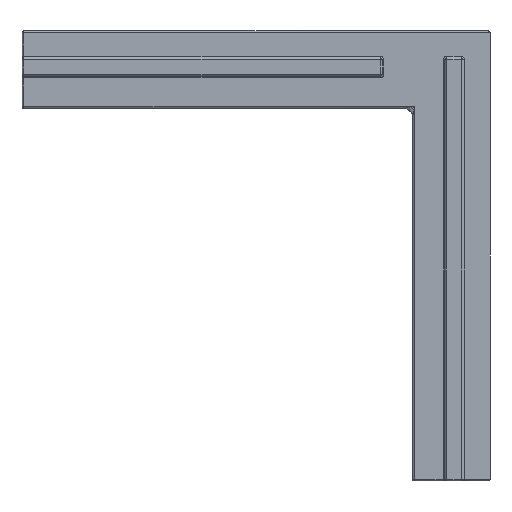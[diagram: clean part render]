
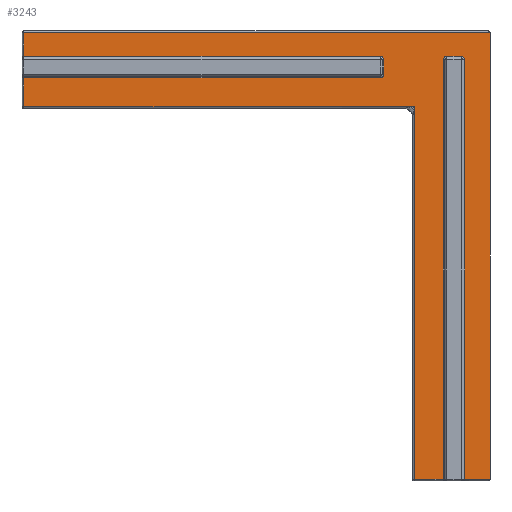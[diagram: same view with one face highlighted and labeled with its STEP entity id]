
A CAD part, left-side view. The second image highlights one B-rep face of the part: STEP entity #3243.
In plain terms, the highlighted planar face has unit normal (-1, 0, 0).
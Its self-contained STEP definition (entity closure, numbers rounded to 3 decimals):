
#22 = FACE_OUTER_BOUND ( 'NONE', #1361, .T. ) ;
#115 = CARTESIAN_POINT ( 'NONE',  ( -2.75, 11.8, -2.4 ) ) ;
#162 = ORIENTED_EDGE ( 'NONE', *, *, #3590, .F. ) ;
#169 = ORIENTED_EDGE ( 'NONE', *, *, #4389, .T. ) ;
#207 = LINE ( 'NONE', #4814, #3042 ) ;
#233 = VECTOR ( 'NONE', #4635, 1000. ) ;
#352 = ORIENTED_EDGE ( 'NONE', *, *, #3943, .T. ) ;
#359 = VECTOR ( 'NONE', #3354, 1000. ) ;
#362 = DIRECTION ( 'NONE',  ( 0., 0., -1. ) ) ;
#380 = CARTESIAN_POINT ( 'NONE',  ( -2.75, 7.3, -1.6 ) ) ;
#433 = EDGE_CURVE ( 'NONE', #3429, #3342, #1731, .T. ) ;
#438 = DIRECTION ( 'NONE',  ( 0., -1., 0. ) ) ;
#483 = VERTEX_POINT ( 'NONE', #4775 ) ;
#491 = DIRECTION ( 'NONE',  ( 0., -1., 0. ) ) ;
#532 = DIRECTION ( 'NONE',  ( 0., -1., 0. ) ) ;
#551 = ORIENTED_EDGE ( 'NONE', *, *, #1384, .T. ) ;
#690 = VERTEX_POINT ( 'NONE', #3619 ) ;
#744 = PLANE ( 'NONE',  #3935 ) ;
#757 = DIRECTION ( 'NONE',  ( 0., -1., 0. ) ) ;
#765 = CIRCLE ( 'NONE', #1008, 0.2 ) ;
#776 = EDGE_CURVE ( 'NONE', #2046, #3429, #207, .T. ) ;
#803 = VECTOR ( 'NONE', #3707, 1000. ) ;
#832 = ORIENTED_EDGE ( 'NONE', *, *, #2003, .T. ) ;
#834 = ORIENTED_EDGE ( 'NONE', *, *, #3597, .T. ) ;
#843 = DIRECTION ( 'NONE',  ( 0., 1., 0. ) ) ;
#853 = CARTESIAN_POINT ( 'NONE',  ( -2.75, 11.8, -1.4 ) ) ;
#916 = ORIENTED_EDGE ( 'NONE', *, *, #2366, .F. ) ;
#1008 = AXIS2_PLACEMENT_3D ( 'NONE', #115, #2815, #491 ) ;
#1016 = AXIS2_PLACEMENT_3D ( 'NONE', #3625, #1304, #4012 ) ;
#1043 = VECTOR ( 'NONE', #4841, 1000. ) ;
#1058 = VERTEX_POINT ( 'NONE', #2385 ) ;
#1061 = VERTEX_POINT ( 'NONE', #4695 ) ;
#1169 = CARTESIAN_POINT ( 'NONE',  ( -2.75, 11.8, -1.6 ) ) ;
#1232 = CARTESIAN_POINT ( 'NONE',  ( -2.75, 9.9, -4.2 ) ) ;
#1304 = DIRECTION ( 'NONE',  ( -1., 0., 0. ) ) ;
#1315 = EDGE_CURVE ( 'NONE', #690, #1412, #2388, .T. ) ;
#1328 = DIRECTION ( 'NONE',  ( 0., -1., 0. ) ) ;
#1335 = ORIENTED_EDGE ( 'NONE', *, *, #1582, .T. ) ;
#1361 = EDGE_LOOP ( 'NONE', ( #3996, #4381, #3532, #352, #162, #2750, #916, #832, #1335, #551, #1874, #1429, #2645, #2468, #834, #3130, #169, #4967 ) ) ;
#1384 = EDGE_CURVE ( 'NONE', #1686, #2046, #3950, .T. ) ;
#1412 = VERTEX_POINT ( 'NONE', #2212 ) ;
#1429 = ORIENTED_EDGE ( 'NONE', *, *, #433, .T. ) ;
#1480 = DIRECTION ( 'NONE',  ( 0., 0., -1. ) ) ;
#1495 = LINE ( 'NONE', #3722, #359 ) ;
#1513 = DIRECTION ( 'NONE',  ( -1., 0., 0. ) ) ;
#1563 = DIRECTION ( 'NONE',  ( 0., -1., 0. ) ) ;
#1582 = EDGE_CURVE ( 'NONE', #3525, #1686, #1495, .T. ) ;
#1618 = DIRECTION ( 'NONE',  ( 0., 0., -1. ) ) ;
#1622 = VECTOR ( 'NONE', #532, 1000. ) ;
#1686 = VERTEX_POINT ( 'NONE', #4406 ) ;
#1718 = CARTESIAN_POINT ( 'NONE',  ( -2.75, 11.7, -1.4 ) ) ;
#1731 = LINE ( 'NONE', #3977, #1622 ) ;
#1778 = VERTEX_POINT ( 'NONE', #3251 ) ;
#1816 = DIRECTION ( 'NONE',  ( 0., -1., 0. ) ) ;
#1822 = CARTESIAN_POINT ( 'NONE',  ( -2.75, 8.3, -1.6 ) ) ;
#1874 = ORIENTED_EDGE ( 'NONE', *, *, #776, .T. ) ;
#1876 = CARTESIAN_POINT ( 'NONE',  ( -2.75, 10., -25. ) ) ;
#1912 = VERTEX_POINT ( 'NONE', #853 ) ;
#1922 = VECTOR ( 'NONE', #1618, 1000. ) ;
#1952 = CARTESIAN_POINT ( 'NONE',  ( -2.75, 7.2, -1.4 ) ) ;
#2003 = EDGE_CURVE ( 'NONE', #3900, #3525, #4172, .T. ) ;
#2008 = DIRECTION ( 'NONE',  ( 0., 1., 0. ) ) ;
#2019 = CARTESIAN_POINT ( 'NONE',  ( -2.75, 10., -2.6 ) ) ;
#2046 = VERTEX_POINT ( 'NONE', #1232 ) ;
#2078 = VERTEX_POINT ( 'NONE', #1822 ) ;
#2097 = VECTOR ( 'NONE', #3821, 1000. ) ;
#2189 = LINE ( 'NONE', #2536, #1043 ) ;
#2199 = CARTESIAN_POINT ( 'NONE',  ( -2.75, 8.3, -24.9 ) ) ;
#2212 = CARTESIAN_POINT ( 'NONE',  ( -2.75, 31.6, -1.4 ) ) ;
#2274 = LINE ( 'NONE', #1952, #233 ) ;
#2356 = CARTESIAN_POINT ( 'NONE',  ( -2.75, 7.3, -1.4 ) ) ;
#2366 = EDGE_CURVE ( 'NONE', #3900, #1058, #765, .T. ) ;
#2374 = CARTESIAN_POINT ( 'NONE',  ( -2.75, 31.6, -0.1 ) ) ;
#2385 = CARTESIAN_POINT ( 'NONE',  ( -2.75, 11.6, -2.4 ) ) ;
#2388 = LINE ( 'NONE', #2674, #4423 ) ;
#2456 = AXIS2_PLACEMENT_3D ( 'NONE', #1169, #3876, #1563 ) ;
#2468 = ORIENTED_EDGE ( 'NONE', *, *, #4207, .F. ) ;
#2536 = CARTESIAN_POINT ( 'NONE',  ( -2.75, 7.1, -24.9 ) ) ;
#2640 = CARTESIAN_POINT ( 'NONE',  ( -2.75, 8.1, -1.4 ) ) ;
#2645 = ORIENTED_EDGE ( 'NONE', *, *, #4821, .T. ) ;
#2674 = CARTESIAN_POINT ( 'NONE',  ( -2.75, 31.6, 0. ) ) ;
#2750 = ORIENTED_EDGE ( 'NONE', *, *, #2988, .T. ) ;
#2815 = DIRECTION ( 'NONE',  ( -1., 0., 0. ) ) ;
#2867 = LINE ( 'NONE', #2374, #4780 ) ;
#2891 = CARTESIAN_POINT ( 'NONE',  ( -2.75, 11.8, -2.6 ) ) ;
#2910 = VECTOR ( 'NONE', #1328, 1000. ) ;
#2922 = VECTOR ( 'NONE', #843, 1000. ) ;
#2985 = CIRCLE ( 'NONE', #3670, 0.2 ) ;
#2988 = EDGE_CURVE ( 'NONE', #3106, #1058, #3982, .T. ) ;
#3042 = VECTOR ( 'NONE', #1480, 1000. ) ;
#3085 = DIRECTION ( 'NONE',  ( -1., 0., 0. ) ) ;
#3106 = VERTEX_POINT ( 'NONE', #4736 ) ;
#3130 = ORIENTED_EDGE ( 'NONE', *, *, #3244, .F. ) ;
#3243 = ADVANCED_FACE ( 'NONE', ( #22 ), #744, .T. ) ;
#3244 = EDGE_CURVE ( 'NONE', #483, #3320, #2985, .T. ) ;
#3251 = CARTESIAN_POINT ( 'NONE',  ( -2.75, 5.7, -0.1 ) ) ;
#3259 = LINE ( 'NONE', #4970, #2097 ) ;
#3320 = VERTEX_POINT ( 'NONE', #2356 ) ;
#3342 = VERTEX_POINT ( 'NONE', #2199 ) ;
#3354 = DIRECTION ( 'NONE',  ( 0., 0., -1. ) ) ;
#3429 = VERTEX_POINT ( 'NONE', #3923 ) ;
#3499 = CARTESIAN_POINT ( 'NONE',  ( -2.75, 10., -24.9 ) ) ;
#3515 = CIRCLE ( 'NONE', #1016, 0.2 ) ;
#3525 = VERTEX_POINT ( 'NONE', #3984 ) ;
#3532 = ORIENTED_EDGE ( 'NONE', *, *, #1315, .T. ) ;
#3590 = EDGE_CURVE ( 'NONE', #3106, #1912, #4441, .T. ) ;
#3597 = EDGE_CURVE ( 'NONE', #4565, #3320, #2274, .T. ) ;
#3619 = CARTESIAN_POINT ( 'NONE',  ( -2.75, 31.6, -0.1 ) ) ;
#3625 = CARTESIAN_POINT ( 'NONE',  ( -2.75, 8.1, -1.6 ) ) ;
#3670 = AXIS2_PLACEMENT_3D ( 'NONE', #380, #3085, #757 ) ;
#3689 = CARTESIAN_POINT ( 'NONE',  ( -2.75, 5.7, -24.9 ) ) ;
#3707 = DIRECTION ( 'NONE',  ( 0., 0., 1. ) ) ;
#3722 = CARTESIAN_POINT ( 'NONE',  ( -2.75, 31.6, 0. ) ) ;
#3787 = EDGE_CURVE ( 'NONE', #1061, #4352, #4975, .T. ) ;
#3821 = DIRECTION ( 'NONE',  ( 0., 0., 1. ) ) ;
#3876 = DIRECTION ( 'NONE',  ( -1., 0., 0. ) ) ;
#3900 = VERTEX_POINT ( 'NONE', #2891 ) ;
#3923 = CARTESIAN_POINT ( 'NONE',  ( -2.75, 9.9, -24.9 ) ) ;
#3927 = CARTESIAN_POINT ( 'NONE',  ( -2.75, 11.6, -2.5 ) ) ;
#3935 = AXIS2_PLACEMENT_3D ( 'NONE', #1876, #1513, #4222 ) ;
#3943 = EDGE_CURVE ( 'NONE', #1412, #1912, #4943, .T. ) ;
#3950 = LINE ( 'NONE', #4138, #4746 ) ;
#3953 = VECTOR ( 'NONE', #438, 1000. ) ;
#3977 = CARTESIAN_POINT ( 'NONE',  ( -2.75, 10., -24.9 ) ) ;
#3982 = LINE ( 'NONE', #3927, #1922 ) ;
#3984 = CARTESIAN_POINT ( 'NONE',  ( -2.75, 31.6, -2.6 ) ) ;
#3996 = ORIENTED_EDGE ( 'NONE', *, *, #4421, .T. ) ;
#4002 = LINE ( 'NONE', #4478, #803 ) ;
#4012 = DIRECTION ( 'NONE',  ( 0., -1., 0. ) ) ;
#4074 = EDGE_CURVE ( 'NONE', #1778, #690, #2867, .T. ) ;
#4138 = CARTESIAN_POINT ( 'NONE',  ( -2.75, 10., -4.2 ) ) ;
#4172 = LINE ( 'NONE', #2019, #2922 ) ;
#4207 = EDGE_CURVE ( 'NONE', #4565, #2078, #3515, .T. ) ;
#4222 = DIRECTION ( 'NONE',  ( 0., -1., 0. ) ) ;
#4352 = VERTEX_POINT ( 'NONE', #3689 ) ;
#4381 = ORIENTED_EDGE ( 'NONE', *, *, #4074, .T. ) ;
#4389 = EDGE_CURVE ( 'NONE', #483, #1061, #2189, .T. ) ;
#4406 = CARTESIAN_POINT ( 'NONE',  ( -2.75, 31.6, -4.2 ) ) ;
#4421 = EDGE_CURVE ( 'NONE', #4352, #1778, #4002, .T. ) ;
#4423 = VECTOR ( 'NONE', #362, 1000. ) ;
#4441 = CIRCLE ( 'NONE', #2456, 0.2 ) ;
#4478 = CARTESIAN_POINT ( 'NONE',  ( -2.75, 5.7, -25. ) ) ;
#4565 = VERTEX_POINT ( 'NONE', #2640 ) ;
#4635 = DIRECTION ( 'NONE',  ( 0., -1., 0. ) ) ;
#4695 = CARTESIAN_POINT ( 'NONE',  ( -2.75, 7.1, -24.9 ) ) ;
#4736 = CARTESIAN_POINT ( 'NONE',  ( -2.75, 11.6, -1.6 ) ) ;
#4746 = VECTOR ( 'NONE', #1816, 1000. ) ;
#4775 = CARTESIAN_POINT ( 'NONE',  ( -2.75, 7.1, -1.6 ) ) ;
#4780 = VECTOR ( 'NONE', #2008, 1000. ) ;
#4814 = CARTESIAN_POINT ( 'NONE',  ( -2.75, 9.9, -24.9 ) ) ;
#4821 = EDGE_CURVE ( 'NONE', #3342, #2078, #3259, .T. ) ;
#4841 = DIRECTION ( 'NONE',  ( 0., 0., -1. ) ) ;
#4943 = LINE ( 'NONE', #1718, #2910 ) ;
#4967 = ORIENTED_EDGE ( 'NONE', *, *, #3787, .T. ) ;
#4970 = CARTESIAN_POINT ( 'NONE',  ( -2.75, 8.3, -25. ) ) ;
#4975 = LINE ( 'NONE', #3499, #3953 ) ;
